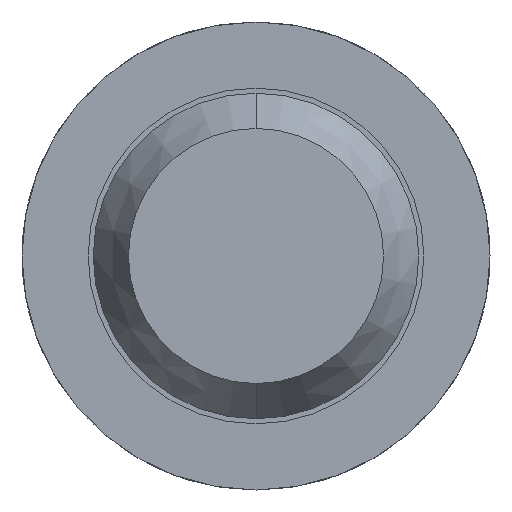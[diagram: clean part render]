
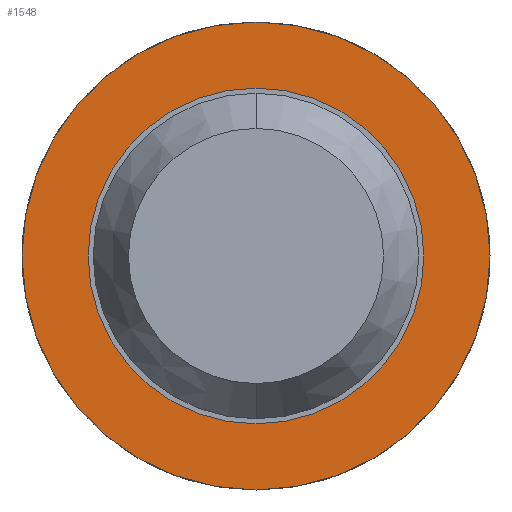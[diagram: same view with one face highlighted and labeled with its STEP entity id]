
A CAD part, front view. The second image highlights one B-rep face of the part: STEP entity #1548.
In plain terms, the highlighted planar face has unit normal (0, -1, 0).
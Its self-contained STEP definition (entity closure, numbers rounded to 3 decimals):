
#138 = AXIS2_PLACEMENT_3D ( 'NONE', #3514, #2623, #1245 ) ;
#157 = VERTEX_POINT ( 'NONE', #1658 ) ;
#205 = AXIS2_PLACEMENT_3D ( 'NONE', #4837, #3951, #5782 ) ;
#742 = CIRCLE ( 'NONE', #205, 0.825 ) ;
#867 = VERTEX_POINT ( 'NONE', #1535 ) ;
#907 = EDGE_CURVE ( 'Defeature ausgef�hrt2_7+Defeature ausgef�hrt2_6+Defeature ausgef�hrt2_6+Defeature ausgef�hrt2_6', #867, #1710, #742, .T. ) ;
#1010 = CARTESIAN_POINT ( 'NONE',  ( 0., -1.7, 0. ) ) ;
#1030 = AXIS2_PLACEMENT_3D ( 'NONE', #1846, #3205, #5082 ) ;
#1174 = FACE_BOUND ( 'NONE', #2238, .T. ) ;
#1245 = DIRECTION ( 'NONE',  ( 0., 0., 1. ) ) ;
#1535 = CARTESIAN_POINT ( 'NONE',  ( 0., -1.7, -0.825 ) ) ;
#1548 = ADVANCED_FACE ( 'Defeature ausgef�hrt2_7', ( #5542, #1174 ), #4018, .F. ) ;
#1658 = CARTESIAN_POINT ( 'NONE',  ( 0., -1.7, -1.15 ) ) ;
#1710 = VERTEX_POINT ( 'NONE', #4949 ) ;
#1846 = CARTESIAN_POINT ( 'NONE',  ( 0., -1.7, 0. ) ) ;
#1951 = VERTEX_POINT ( 'NONE', #3828 ) ;
#1970 = CIRCLE ( 'NONE', #1030, 1.15 ) ;
#2238 = EDGE_LOOP ( 'NONE', ( #2831, #2456 ) ) ;
#2456 = ORIENTED_EDGE ( 'NONE', *, *, #907, .T. ) ;
#2459 = DIRECTION ( 'NONE',  ( 0., 0., 1. ) ) ;
#2475 = CIRCLE ( 'NONE', #2801, 1.15 ) ;
#2623 = DIRECTION ( 'NONE',  ( 0., 1., 0. ) ) ;
#2801 = AXIS2_PLACEMENT_3D ( 'NONE', #1010, #4241, #5136 ) ;
#2831 = ORIENTED_EDGE ( 'NONE', *, *, #5344, .T. ) ;
#2921 = ORIENTED_EDGE ( 'NONE', *, *, #3963, .F. ) ;
#3205 = DIRECTION ( 'NONE',  ( 0., 1., 0. ) ) ;
#3312 = DIRECTION ( 'NONE',  ( 0., 1., 0. ) ) ;
#3514 = CARTESIAN_POINT ( 'NONE',  ( 0.825, -1.7, 0. ) ) ;
#3823 = EDGE_CURVE ( 'Defeature ausgef�hrt2_3+Defeature ausgef�hrt2_7+Defeature ausgef�hrt2_7+Defeature ausgef�hrt2_7', #157, #1951, #1970, .T. ) ;
#3828 = CARTESIAN_POINT ( 'NONE',  ( 0., -1.7, 1.15 ) ) ;
#3951 = DIRECTION ( 'NONE',  ( 0., 1., 0. ) ) ;
#3963 = EDGE_CURVE ( 'Defeature ausgef�hrt2_3+Defeature ausgef�hrt2_7+Defeature ausgef�hrt2_7+Defeature ausgef�hrt2_7', #1951, #157, #2475, .T. ) ;
#4018 = PLANE ( 'NONE',  #138 ) ;
#4241 = DIRECTION ( 'NONE',  ( 0., 1., 0. ) ) ;
#4736 = CARTESIAN_POINT ( 'NONE',  ( 0., -1.7, 0. ) ) ;
#4837 = CARTESIAN_POINT ( 'NONE',  ( 0., -1.7, 0. ) ) ;
#4921 = ORIENTED_EDGE ( 'NONE', *, *, #3823, .F. ) ;
#4925 = AXIS2_PLACEMENT_3D ( 'NONE', #4736, #3312, #2459 ) ;
#4949 = CARTESIAN_POINT ( 'NONE',  ( 0., -1.7, 0.825 ) ) ;
#5082 = DIRECTION ( 'NONE',  ( 0., 0., 1. ) ) ;
#5136 = DIRECTION ( 'NONE',  ( 0., 0., 1. ) ) ;
#5344 = EDGE_CURVE ( 'Defeature ausgef�hrt2_7+Defeature ausgef�hrt2_6+Defeature ausgef�hrt2_6+Defeature ausgef�hrt2_6', #1710, #867, #5830, .T. ) ;
#5542 = FACE_OUTER_BOUND ( 'NONE', #5683, .T. ) ;
#5683 = EDGE_LOOP ( 'NONE', ( #2921, #4921 ) ) ;
#5782 = DIRECTION ( 'NONE',  ( 0., 0., 1. ) ) ;
#5830 = CIRCLE ( 'NONE', #4925, 0.825 ) ;
